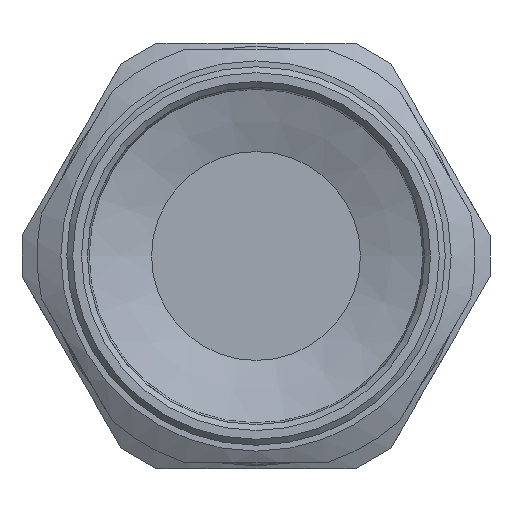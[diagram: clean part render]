
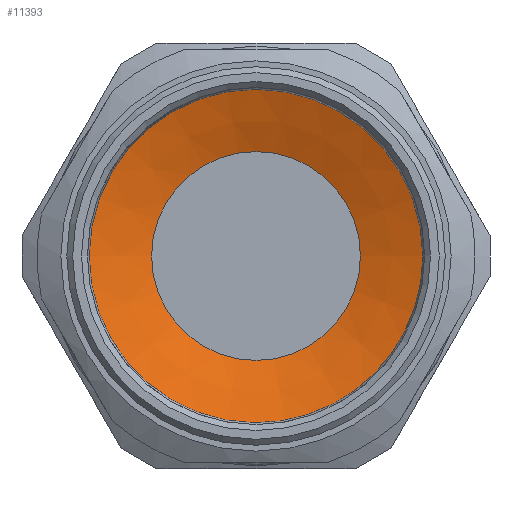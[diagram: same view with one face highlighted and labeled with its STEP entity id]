
A CAD part, front view. The second image highlights one B-rep face of the part: STEP entity #11393.
In plain terms, the highlighted conical face has half-angle 70 degrees and reference radius 11.54 mm.
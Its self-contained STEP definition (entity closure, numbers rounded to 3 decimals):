
#1001=CONICAL_SURFACE('',#12017,11.539,1.222);
#1643=LINE('',#26502,#2288);
#2288=VECTOR('',#13870,11.539);
#3649=FACE_OUTER_BOUND('',#4319,.T.);
#4319=EDGE_LOOP('',(#10528,#10529,#10530,#10531,#10532,#10533));
#4340=CIRCLE('',#11433,8.829);
#4341=CIRCLE('',#11434,8.829);
#4616=CIRCLE('',#11989,14.25);
#4617=CIRCLE('',#11990,14.25);
#4653=VERTEX_POINT('',#13950);
#4654=VERTEX_POINT('',#13951);
#5693=VERTEX_POINT('',#26406);
#5694=VERTEX_POINT('',#26407);
#5741=EDGE_CURVE('',#4653,#4654,#4340,.T.);
#5742=EDGE_CURVE('',#4654,#4653,#4341,.T.);
#7294=EDGE_CURVE('',#5693,#5694,#4616,.T.);
#7296=EDGE_CURVE('',#5694,#5693,#4617,.T.);
#7336=EDGE_CURVE('',#4654,#5694,#1643,.T.);
#10528=ORIENTED_EDGE('',*,*,#5741,.T.);
#10529=ORIENTED_EDGE('',*,*,#7336,.T.);
#10530=ORIENTED_EDGE('',*,*,#7294,.F.);
#10531=ORIENTED_EDGE('',*,*,#7296,.F.);
#10532=ORIENTED_EDGE('',*,*,#7336,.F.);
#10533=ORIENTED_EDGE('',*,*,#5742,.T.);
#11393=ADVANCED_FACE('',(#3649),#1001,.F.);
#11433=AXIS2_PLACEMENT_3D('',#13952,#12063,#12064);
#11434=AXIS2_PLACEMENT_3D('',#13953,#12065,#12066);
#11989=AXIS2_PLACEMENT_3D('',#26408,#13792,#13793);
#11990=AXIS2_PLACEMENT_3D('',#26410,#13795,#13796);
#12017=AXIS2_PLACEMENT_3D('',#26501,#13868,#13869);
#12063=DIRECTION('center_axis',(0.,1.,0.));
#12064=DIRECTION('ref_axis',(-1.,0.,0.));
#12065=DIRECTION('center_axis',(0.,1.,0.));
#12066=DIRECTION('ref_axis',(-1.,0.,0.));
#13792=DIRECTION('center_axis',(0.,1.,0.));
#13793=DIRECTION('ref_axis',(-1.,0.,0.));
#13795=DIRECTION('center_axis',(0.,1.,0.));
#13796=DIRECTION('ref_axis',(-1.,0.,0.));
#13868=DIRECTION('center_axis',(0.,-1.,0.));
#13869=DIRECTION('ref_axis',(-1.,0.,0.));
#13870=DIRECTION('',(0.94,-0.342,0.));
#13950=CARTESIAN_POINT('',(-4.782,4.528,0.));
#13951=CARTESIAN_POINT('',(12.876,4.528,0.));
#13952=CARTESIAN_POINT('Origin',(4.047,4.528,0.));
#13953=CARTESIAN_POINT('Origin',(4.047,4.528,0.));
#26406=CARTESIAN_POINT('',(-10.203,2.555,0.));
#26407=CARTESIAN_POINT('',(18.297,2.555,0.));
#26408=CARTESIAN_POINT('Origin',(4.047,2.555,0.));
#26410=CARTESIAN_POINT('Origin',(4.047,2.555,0.));
#26501=CARTESIAN_POINT('Origin',(4.047,3.542,0.));
#26502=CARTESIAN_POINT('',(15.586,3.542,0.));
